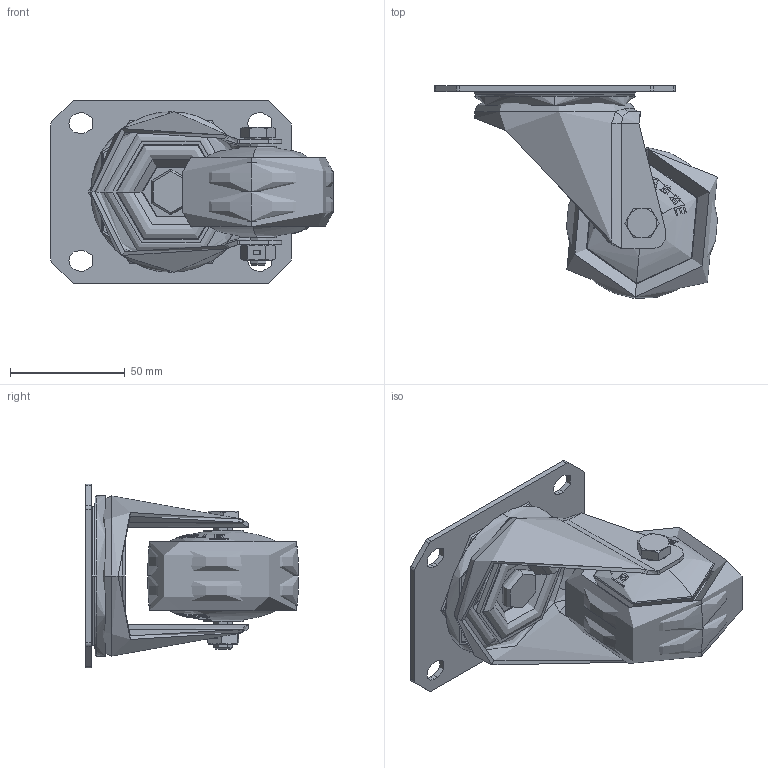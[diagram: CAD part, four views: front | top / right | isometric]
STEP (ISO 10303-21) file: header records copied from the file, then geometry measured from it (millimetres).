
FILE_DESCRIPTION (( 'STEP AP214' ), '1' );
FILE_NAME ('0055753.step', '2023-10-12T12:32:58', ( '' ), ( '' ), 'SwSTEP 2.0', 'SolidWorks 2020', '' );
FILE_SCHEMA (( 'AUTOMOTIVE_DESIGN' ));
Length unit declared in the file: millimetre
Products named in the file (1): 0055753
Bounding box: 123.42 x 92.86 x 80 mm (x, y, z)
Volume: 169366.2 mm3; surface area: 107549.5 mm2
Topology: 12 solids, 12 shells, 699 faces, 1641 edges, 1014 vertices
Faces by surface type: bspline 258, torus 164, cylinder 101, plane 100, cone 76
Entity records: 42032 total; most frequent: CARTESIAN_POINT 20116, ORIENTED_EDGE 3278, DIRECTION 2267, EDGE_CURVE 1639, VERTEX_POINT 1014, AXIS2_PLACEMENT_3D 996, B_SPLINE_CURVE_WITH_KNOTS 799, EDGE_LOOP 781
